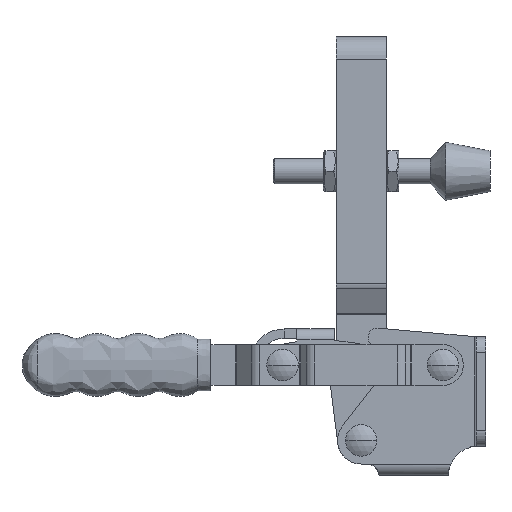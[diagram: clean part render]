
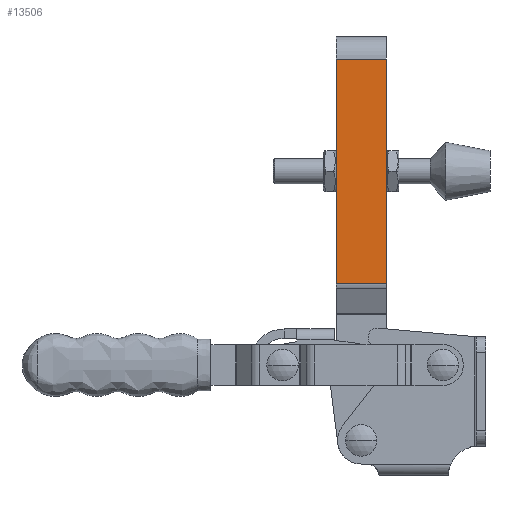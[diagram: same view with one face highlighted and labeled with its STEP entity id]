
A CAD part, left-side view. The second image highlights one B-rep face of the part: STEP entity #13506.
In plain terms, the highlighted face is planar.
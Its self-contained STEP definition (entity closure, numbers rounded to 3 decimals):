
#1949 = LINE ( 'NONE', #13922, #1954 ) ;
#1953 = LINE ( 'NONE', #13915, #1958 ) ;
#1954 = VECTOR ( 'NONE', #13917, 1000. ) ;
#1958 = VECTOR ( 'NONE', #13929, 1000. ) ;
#1987 = LINE ( 'NONE', #13978, #1990 ) ;
#1990 = VECTOR ( 'NONE', #13973, 1000. ) ;
#2067 = LINE ( 'NONE', #23631, #2070 ) ;
#2070 = VECTOR ( 'NONE', #23632, 1000. ) ;
#5563 = ORIENTED_EDGE ( 'NONE', *, *, #26021, .T. ) ;
#5566 = ORIENTED_EDGE ( 'NONE', *, *, #26044, .T. ) ;
#5569 = ORIENTED_EDGE ( 'NONE', *, *, #26023, .F. ) ;
#5572 = ORIENTED_EDGE ( 'NONE', *, *, #26093, .F. ) ;
#13506 = ADVANCED_FACE ( 'NONE', ( #19897 ), #14405, .F. ) ;
#13740 = CARTESIAN_POINT ( 'NONE',  ( 7.15, 4.5, 0. ) ) ;
#13744 = CARTESIAN_POINT ( 'NONE',  ( 7.15, 20.5, 71.4 ) ) ;
#13745 = CARTESIAN_POINT ( 'NONE',  ( 7.15, 4.5, 71.4 ) ) ;
#13760 = CARTESIAN_POINT ( 'NONE',  ( 7.15, 20.5, 0. ) ) ;
#13915 = CARTESIAN_POINT ( 'NONE',  ( 7.15, 0., 71.4 ) ) ;
#13917 = DIRECTION ( 'NONE',  ( 0., 1., 0. ) ) ;
#13922 = CARTESIAN_POINT ( 'NONE',  ( 7.15, 0., 0. ) ) ;
#13929 = DIRECTION ( 'NONE',  ( 0., 1., 0. ) ) ;
#13973 = DIRECTION ( 'NONE',  ( 0., 0., 1. ) ) ;
#13978 = CARTESIAN_POINT ( 'NONE',  ( 7.15, 20.5, 0. ) ) ;
#14400 = CARTESIAN_POINT ( 'NONE',  ( 7.15, 0., 200. ) ) ;
#14405 = PLANE ( 'NONE',  #26871 ) ;
#14410 = DIRECTION ( 'NONE',  ( -1., 0., 0. ) ) ;
#14412 = DIRECTION ( 'NONE',  ( 0., 0., 1. ) ) ;
#19897 = FACE_OUTER_BOUND ( 'NONE', #29664, .T. ) ;
#23493 = VERTEX_POINT ( 'NONE', #13740 ) ;
#23497 = VERTEX_POINT ( 'NONE', #13744 ) ;
#23498 = VERTEX_POINT ( 'NONE', #13745 ) ;
#23513 = VERTEX_POINT ( 'NONE', #13760 ) ;
#23631 = CARTESIAN_POINT ( 'NONE',  ( 7.15, 4.5, 0. ) ) ;
#23632 = DIRECTION ( 'NONE',  ( 0., 0., 1. ) ) ;
#26021 = EDGE_CURVE ( 'NONE', #23493, #23513, #1949, .T. ) ;
#26023 = EDGE_CURVE ( 'NONE', #23498, #23497, #1953, .T. ) ;
#26044 = EDGE_CURVE ( 'NONE', #23513, #23497, #1987, .T. ) ;
#26093 = EDGE_CURVE ( 'NONE', #23493, #23498, #2067, .T. ) ;
#26871 = AXIS2_PLACEMENT_3D ( 'NONE', #14400, #14410, #14412 ) ;
#29664 = EDGE_LOOP ( 'NONE', ( #5563, #5566, #5569, #5572 ) ) ;
